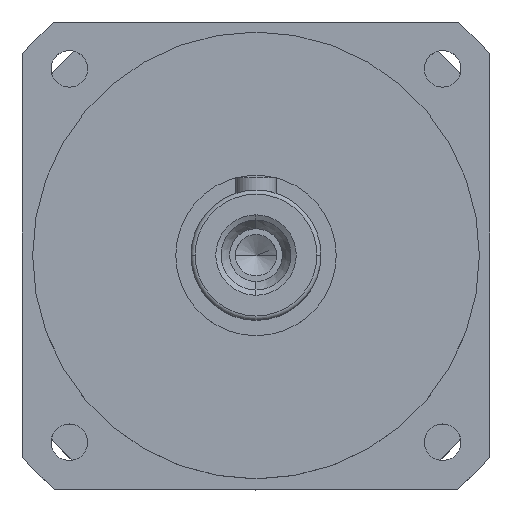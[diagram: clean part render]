
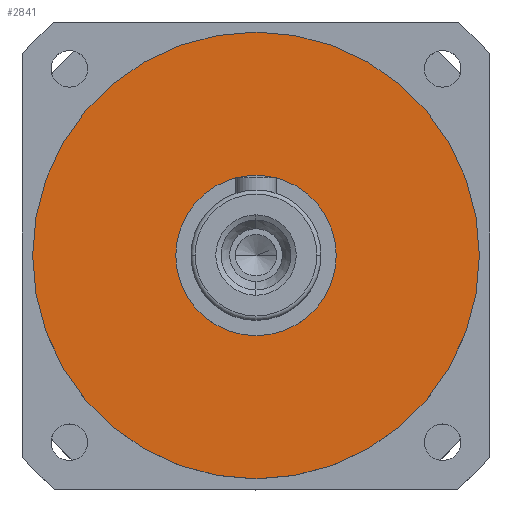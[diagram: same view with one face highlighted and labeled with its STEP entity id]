
A CAD part, top view. The second image highlights one B-rep face of the part: STEP entity #2841.
In plain terms, the highlighted planar face has unit normal (0, 0, 1).
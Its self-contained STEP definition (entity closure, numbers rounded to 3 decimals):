
#51 = EDGE_CURVE ( 'NONE', #4497, #8276, #2846, .T. ) ;
#339 = FACE_OUTER_BOUND ( 'NONE', #3186, .T. ) ;
#370 = CARTESIAN_POINT ( 'NONE',  ( 0., 0., 124.5 ) ) ;
#1468 = CARTESIAN_POINT ( 'NONE',  ( -55., 0., 124.5 ) ) ;
#1720 = EDGE_CURVE ( 'NONE', #8276, #4497, #8217, .T. ) ;
#1903 = CARTESIAN_POINT ( 'NONE',  ( 55., 0., 124.5 ) ) ;
#2079 = DIRECTION ( 'NONE',  ( 1., 0., 0. ) ) ;
#2215 = CARTESIAN_POINT ( 'NONE',  ( 0., 0., 124.5 ) ) ;
#2229 = DIRECTION ( 'NONE',  ( 0., 0., 1. ) ) ;
#2841 = ADVANCED_FACE ( 'NONE', ( #339 ), #6157, .T. ) ;
#2846 = CIRCLE ( 'NONE', #7309, 55. ) ;
#3120 = AXIS2_PLACEMENT_3D ( 'NONE', #370, #5895, #6333 ) ;
#3186 = EDGE_LOOP ( 'NONE', ( #4483, #4062 ) ) ;
#4062 = ORIENTED_EDGE ( 'NONE', *, *, #51, .T. ) ;
#4483 = ORIENTED_EDGE ( 'NONE', *, *, #1720, .T. ) ;
#4497 = VERTEX_POINT ( 'NONE', #1903 ) ;
#5233 = DIRECTION ( 'NONE',  ( 1., 0., 0. ) ) ;
#5433 = DIRECTION ( 'NONE',  ( 0., 0., 1. ) ) ;
#5895 = DIRECTION ( 'NONE',  ( 0., 0., 1. ) ) ;
#6157 = PLANE ( 'NONE',  #3120 ) ;
#6326 = CARTESIAN_POINT ( 'NONE',  ( 0., 0., 124.5 ) ) ;
#6333 = DIRECTION ( 'NONE',  ( 1., 0., 0. ) ) ;
#6517 = AXIS2_PLACEMENT_3D ( 'NONE', #2215, #2229, #2079 ) ;
#7309 = AXIS2_PLACEMENT_3D ( 'NONE', #6326, #5433, #5233 ) ;
#8217 = CIRCLE ( 'NONE', #6517, 55. ) ;
#8276 = VERTEX_POINT ( 'NONE', #1468 ) ;
